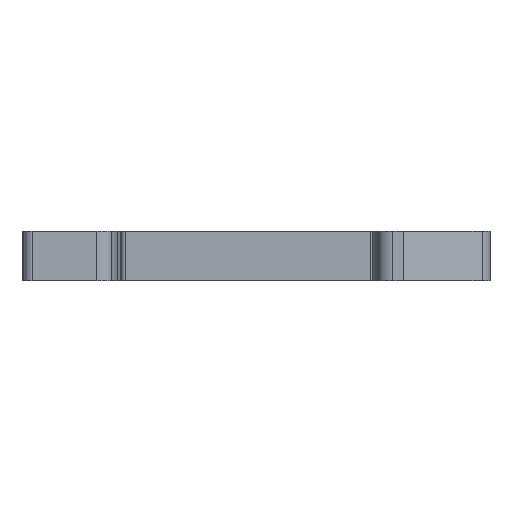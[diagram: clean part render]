
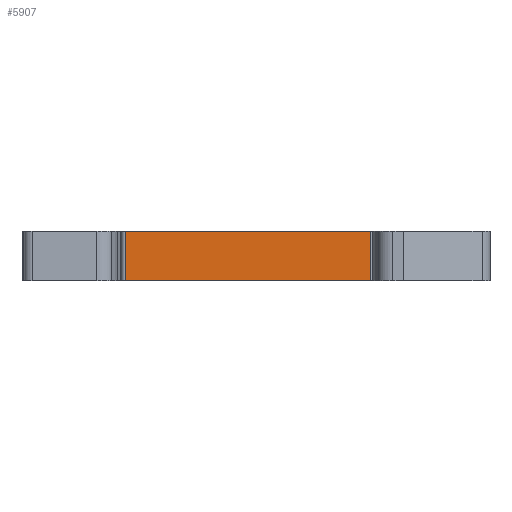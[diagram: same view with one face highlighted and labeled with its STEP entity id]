
A CAD part, front view. The second image highlights one B-rep face of the part: STEP entity #5907.
In plain terms, the highlighted planar face has unit normal (0, -1, 0).
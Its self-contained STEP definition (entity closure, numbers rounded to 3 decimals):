
#73=DIRECTION('',(1.,0.,0.));
#74=VECTOR('',#73,30.895);
#75=CARTESIAN_POINT('',(-10.195,-11.6,-3.1));
#76=LINE('',#75,#74);
#1301=DIRECTION('',(1.,0.,0.));
#1302=VECTOR('',#1301,30.895);
#1303=CARTESIAN_POINT('',(-10.195,-11.6,3.1));
#1304=LINE('',#1303,#1302);
#2197=DIRECTION('',(0.,0.,1.));
#2198=VECTOR('',#2197,6.2);
#2199=CARTESIAN_POINT('',(20.7,-11.6,-3.1));
#2200=LINE('',#2199,#2198);
#2201=DIRECTION('',(0.,0.,1.));
#2202=VECTOR('',#2201,6.2);
#2203=CARTESIAN_POINT('',(-10.195,-11.6,-3.1));
#2204=LINE('',#2203,#2202);
#2389=CARTESIAN_POINT('',(-10.195,-11.6,-3.1));
#2390=VERTEX_POINT('',#2389);
#2391=CARTESIAN_POINT('',(20.7,-11.6,-3.1));
#2392=VERTEX_POINT('',#2391);
#2637=CARTESIAN_POINT('',(-10.195,-11.6,3.1));
#2638=VERTEX_POINT('',#2637);
#2639=CARTESIAN_POINT('',(20.7,-11.6,3.1));
#2640=VERTEX_POINT('',#2639);
#5895=CARTESIAN_POINT('',(-10.195,-11.6,-3.1));
#5896=DIRECTION('',(0.,-1.,0.));
#5897=DIRECTION('',(1.,0.,0.));
#5898=AXIS2_PLACEMENT_3D('',#5895,#5896,#5897);
#5899=PLANE('',#5898);
#5900=ORIENTED_EDGE('',*,*,#3138,.F.);
#5902=ORIENTED_EDGE('',*,*,#5901,.T.);
#5903=ORIENTED_EDGE('',*,*,#4419,.T.);
#5904=ORIENTED_EDGE('',*,*,#5888,.F.);
#5905=EDGE_LOOP('',(#5900,#5902,#5903,#5904));
#5906=FACE_OUTER_BOUND('',#5905,.F.);
#5907=ADVANCED_FACE('',(#5906),#5899,.T.);
#3138=EDGE_CURVE('',#2390,#2392,#76,.T.);
#4419=EDGE_CURVE('',#2638,#2640,#1304,.T.);
#5888=EDGE_CURVE('',#2392,#2640,#2200,.T.);
#5901=EDGE_CURVE('',#2390,#2638,#2204,.T.);
